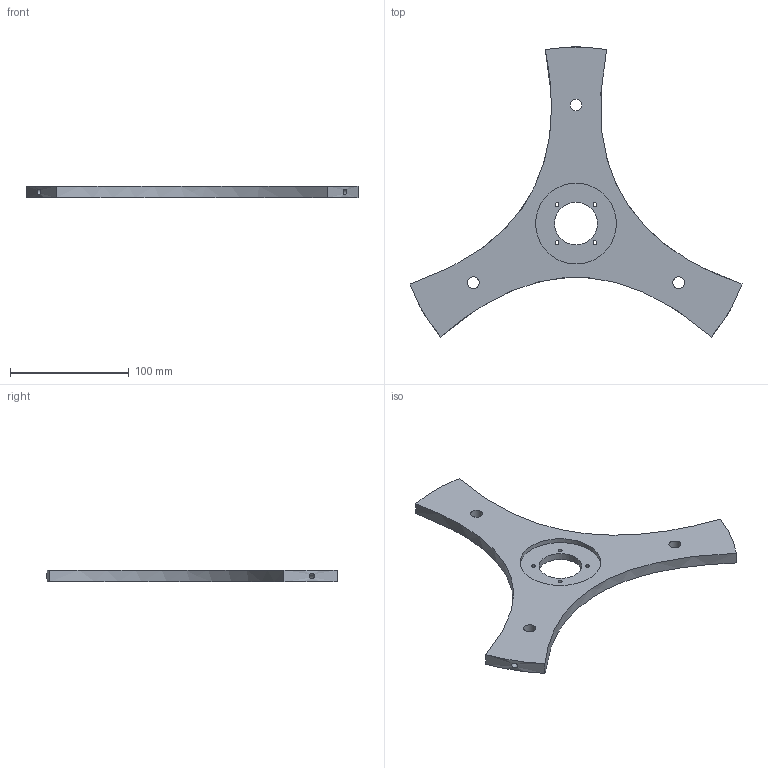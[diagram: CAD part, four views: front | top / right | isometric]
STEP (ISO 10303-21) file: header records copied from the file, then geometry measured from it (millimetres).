
FILE_DESCRIPTION(('FreeCAD Model'),'2;1');
FILE_NAME('Open CASCADE Shape Model','2024-09-23T23:30:17',(''),(''), 'Open CASCADE STEP processor 7.6','FreeCAD','Unknown');
FILE_SCHEMA(('AUTOMOTIVE_DESIGN { 1 0 10303 214 1 1 1 1 }'));
Length unit declared in the file: millimetre
Products named in the file (1): Body
Bounding box: 280.03 x 244.78 x 10 mm (x, y, z)
Volume: 188724.3 mm3; surface area: 53316.3 mm2
Topology: 1 solids, 1 shells, 30 faces, 69 edges, 45 vertices
Faces by surface type: cylinder 18, plane 6, extrusion 3, cone 3
Full cylindrical faces by diameter (mm): 3.3 x4, 5 x3, 10 x3, 17 x3, 36 x1, 68.2 x1
Entity records: 2677 total; most frequent: CARTESIAN_POINT 1288, DIRECTION 250, ORIENTED_EDGE 132, PCURVE 132, DEFINITIONAL_REPRESENTATION 132, VECTOR 114, LINE 111, EDGE_CURVE 66
